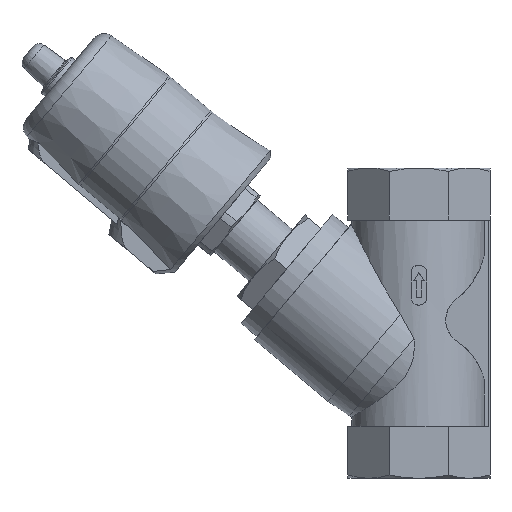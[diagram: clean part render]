
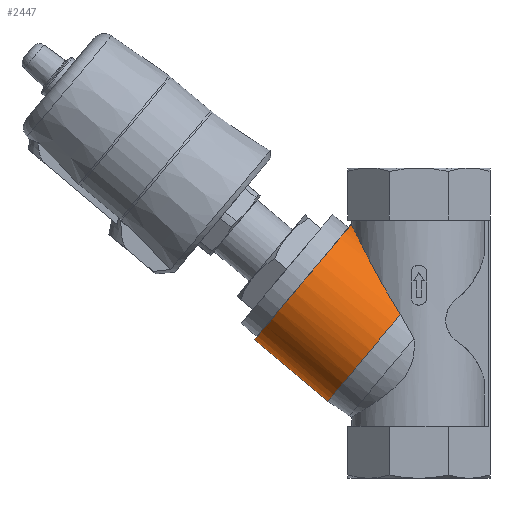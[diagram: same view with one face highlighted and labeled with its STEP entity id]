
A CAD part, left-side view. The second image highlights one B-rep face of the part: STEP entity #2447.
In plain terms, the highlighted cylindrical face has radius 29 mm (diameter 58 mm), a full revolution.
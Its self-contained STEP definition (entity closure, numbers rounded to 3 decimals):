
#458=B_SPLINE_CURVE_WITH_KNOTS('',3,(#3690,#3691,#3692,#3693,#3694,#3695,
#3696,#3697,#3698,#3699,#3700,#3701,#3702,#3703,#3704,#3705,#3706,#3707,
#3708,#3709),.UNSPECIFIED.,.F.,.F.,(4,1,1,1,1,1,1,1,1,1,1,1,1,1,1,1,1,4),
(0.,0.012,0.018,0.025,0.031,
0.037,0.043,0.046,0.049,
0.052,0.055,0.058,0.061,
0.068,0.074,0.08,0.086,
0.098),.UNSPECIFIED.);
#898=ORIENTED_EDGE('',*,*,#1450,.F.);
#899=ORIENTED_EDGE('',*,*,#1289,.T.);
#900=ORIENTED_EDGE('',*,*,#1451,.T.);
#1289=EDGE_CURVE('',#1639,#1638,#458,.T.);
#1450=EDGE_CURVE('',#1639,#1638,#1914,.T.);
#1451=EDGE_CURVE('',#1750,#1750,#1915,.T.);
#1638=VERTEX_POINT('',#3689);
#1639=VERTEX_POINT('',#3710);
#1750=VERTEX_POINT('',#4280);
#1914=CIRCLE('',#2698,29.);
#1915=CIRCLE('',#2700,29.);
#2046=EDGE_LOOP('',(#898,#899));
#2047=EDGE_LOOP('',(#900));
#2244=FACE_BOUND('',#2046,.T.);
#2245=FACE_BOUND('',#2047,.T.);
#2353=CYLINDRICAL_SURFACE('',#2699,29.);
#2447=ADVANCED_FACE('',(#2244,#2245),#2353,.T.);
#2698=AXIS2_PLACEMENT_3D('',#4277,#3187,#3188);
#2699=AXIS2_PLACEMENT_3D('',#4278,#3189,#3190);
#2700=AXIS2_PLACEMENT_3D('',#4279,#3191,#3192);
#3187=DIRECTION('',(0.643,-0.766,0.));
#3188=DIRECTION('',(0.766,0.643,0.));
#3189=DIRECTION('',(0.643,-0.766,0.));
#3190=DIRECTION('',(0.766,0.643,0.));
#3191=DIRECTION('',(0.643,-0.766,0.));
#3192=DIRECTION('',(0.766,0.643,0.));
#3689=CARTESIAN_POINT('',(-63.346,7.135,25.002));
#3690=CARTESIAN_POINT('',(-63.346,7.135,-25.002));
#3691=CARTESIAN_POINT('',(-66.74,9.439,-24.344));
#3692=CARTESIAN_POINT('',(-71.936,12.482,-22.996));
#3693=CARTESIAN_POINT('',(-78.763,16.218,-20.42));
#3694=CARTESIAN_POINT('',(-83.799,18.874,-18.013));
#3695=CARTESIAN_POINT('',(-88.673,21.384,-14.974));
#3696=CARTESIAN_POINT('',(-93.046,23.598,-11.249));
#3697=CARTESIAN_POINT('',(-96.095,25.125,-7.154));
#3698=CARTESIAN_POINT('',(-97.557,25.854,-3.277));
#3699=CARTESIAN_POINT('',(-97.98,26.064,-0.137));
#3700=CARTESIAN_POINT('',(-97.628,25.889,2.989));
#3701=CARTESIAN_POINT('',(-96.585,25.369,5.931));
#3702=CARTESIAN_POINT('',(-95.031,24.592,8.573));
#3703=CARTESIAN_POINT('',(-92.533,23.339,11.656));
#3704=CARTESIAN_POINT('',(-88.817,21.458,14.875));
#3705=CARTESIAN_POINT('',(-84.004,18.981,17.899));
#3706=CARTESIAN_POINT('',(-78.921,16.304,20.357));
#3707=CARTESIAN_POINT('',(-71.991,12.514,22.983));
#3708=CARTESIAN_POINT('',(-66.756,9.449,24.341));
#3709=CARTESIAN_POINT('',(-63.346,7.135,25.002));
#3710=CARTESIAN_POINT('',(-63.346,7.135,-25.002));
#4277=CARTESIAN_POINT('',(-52.09,16.58,0.));
#4278=CARTESIAN_POINT('',(-39.877,2.025,0.));
#4279=CARTESIAN_POINT('',(-75.873,44.923,0.));
#4280=CARTESIAN_POINT('',(-53.658,63.564,0.));
